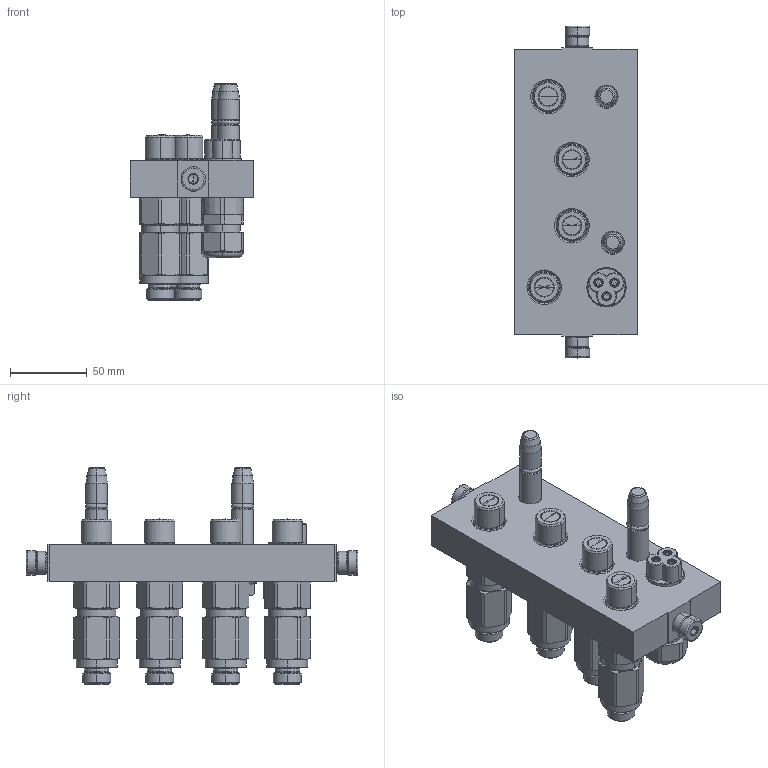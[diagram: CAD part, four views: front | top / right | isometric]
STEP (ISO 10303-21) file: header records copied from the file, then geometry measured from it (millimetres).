
FILE_DESCRIPTION (( 'STEP AP214' ), '1' );
FILE_NAME ('FASTER.step', '2022-05-19T12:47:29', ( '' ), ( '' ), 'SwSTEP 2.0', 'SolidWorks 2017', '' );
FILE_SCHEMA (( 'AUTOMOTIVE_DESIGN' ));
Length unit declared in the file: millimetre
Products named in the file (14): 4830_013_3000_020; 4830_044_0000_000; conn_3p_m; 4830_021_0000_000; or2_62x9_19_m; et002; corpospel08-3m; 3ffnp38_2_18m; PS06-1_M_BASE; FASTER; 1540_080_0008_000; 4830_010_0000_003; 4830_028_1000_002
Assembly tree (23 placements, depth 3):
  FASTER
    PS06-1_M_BASE
      4830_010_0000_003
      4830_021_0000_000  x2
      4830_013_3000_020  x2
      4830_028_1000_002  x2
      1540_080_0008_000  x2
      or2_62x9_19_m  x2
    3ffnp38_2_18m  x4
      3ffnp38_2_18m
    conn_3p_m
      4830_044_0000_000  x3
      corpospel08-3m
    et002
Bounding box: 80.3 x 216 x 141 mm (x, y, z)
Volume: 1869.3 mm3; surface area: 129671.4 mm2
Topology: 5 solids, 63 shells, 2327 faces, 6532 edges, 4308 vertices
Faces by surface type: plane 1276, cylinder 450, cone 382, torus 155, bspline 58, sphere 6
Entity records: 58289 total; most frequent: CARTESIAN_POINT 13765, ORIENTED_EDGE 8369, DIRECTION 7988, EDGE_CURVE 4327, VECTOR 3142, LINE 3142, VERTEX_POINT 2845, AXIS2_PLACEMENT_3D 2423
